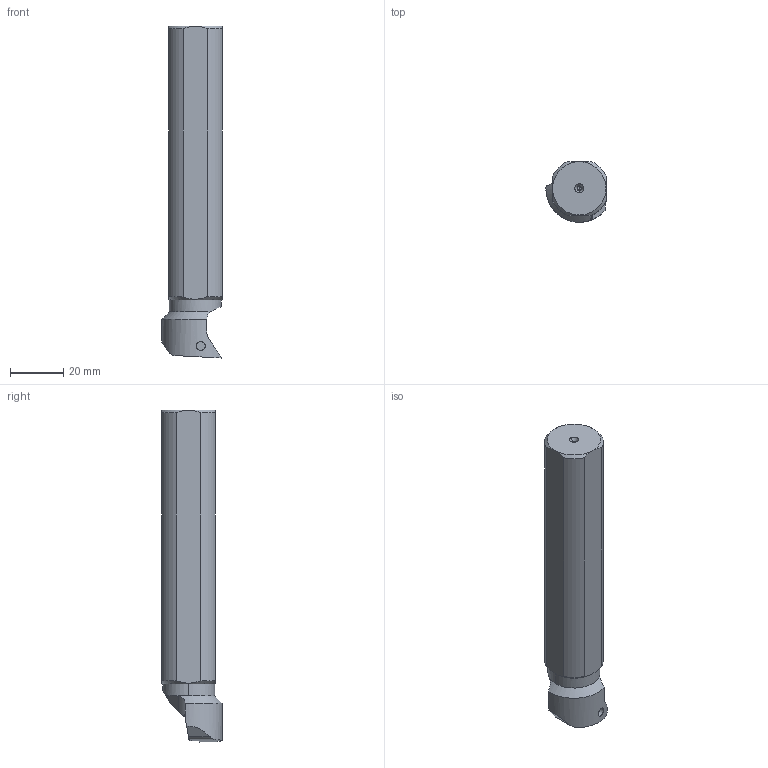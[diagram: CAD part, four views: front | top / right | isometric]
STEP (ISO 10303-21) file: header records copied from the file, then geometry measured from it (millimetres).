
FILE_DESCRIPTION(/* description */ (''),/* implementation_level */ '2;1');
FILE_NAME(/* name */ 'SH22K-FSDUCL11.stp',/* time_stamp */ '2021-11-11T11:50:10+09:00',/* author */ (''),/* organization */ (''),/* preprocessor_version */ 'ST-DEVELOPER v16',/* originating_system */ 'SIEMENS PLM Software NX 10.0',/* authorisation */ '');
FILE_SCHEMA (('AUTOMOTIVE_DESIGN { 1 0 10303 214 3 1 1 1 }'));
Length unit declared in the file: millimetre
Products named in the file (1): SH22K-FSDUCL11_ASM
Bounding box: 22.5 x 22.5 x 124.26 mm (x, y, z)
Volume: 40936.1 mm3; surface area: 9173.8 mm2
Topology: 2 solids, 2 shells, 91 faces, 253 edges, 167 vertices
Faces by surface type: cylinder 39, plane 28, cone 19, torus 3, sphere 2
Entity records: 3378 total; most frequent: CARTESIAN_POINT 972, ORIENTED_EDGE 498, DIRECTION 485, EDGE_CURVE 249, AXIS2_PLACEMENT_3D 194, VERTEX_POINT 164, LINE 97, VECTOR 97
